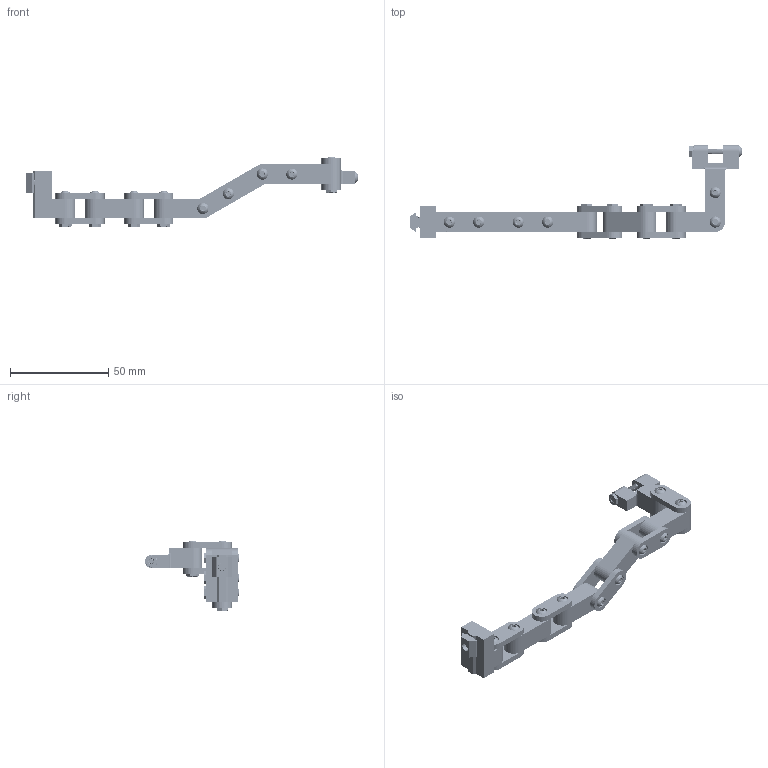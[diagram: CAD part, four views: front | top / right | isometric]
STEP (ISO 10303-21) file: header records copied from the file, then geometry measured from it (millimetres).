
FILE_DESCRIPTION(/* description */ (''),/* implementation_level */ '2;1');
FILE_NAME(/* name */ 'LogitechC270MountingArm.step',/* time_stamp */ '2019-04-20T17:22:22-07:00',/* author */ ('popsdylan'),/* organization */ (''),/* preprocessor_version */ 'ST-DEVELOPER v18',/* originating_system */ 'Autodesk Translation Framework v8.2.0.1029',/* authorisation */ '');
FILE_SCHEMA (('AUTOMOTIVE_DESIGN { 1 0 10303 214 3 1 1 }'));
Length unit declared in the file: millimetre
Products named in the file (12): Logitech C270 Mounting Arm; Printed Part: 2020 Mount; PACK-HNTT5-5 v1; 92095A207; Printed Part: Hinge Block - Twist; Printed Part: Camera Mount; 92095A186; Printed Part: Hinge Block; Printed Part:Link1; 94500A265; Printed Part:Link2; 91828A211
Assembly tree (40 placements, depth 2):
  Logitech C270 Mounting Arm
    Printed Part: 2020 Mount
    PACK-HNTT5-5 v1
    92095A207
    Printed Part:Link1  x5
    Printed Part:Link2  x5
    Printed Part: Hinge Block  x2
    91828A211  x11
    94500A265  x10
    Printed Part: Hinge Block - Twist  x2
    Printed Part: Camera Mount
    92095A186
Bounding box: 168.96 x 47.95 x 35.55 mm (x, y, z)
Volume: 25124.4 mm3; surface area: 22149.1 mm2
Topology: 40 solids, 40 shells, 1713 faces, 4469 edges, 2892 vertices
Faces by surface type: cylinder 995, plane 399, cone 261, bspline 46, sphere 12
Full cylindrical faces by diameter (mm): 2.35 x403, 3 x392, 3.5 x32, 3.961 x10, 4.134 x1, 5 x8, 5.2 x1, 5.7 x11, 6 x10, 9.5 x1, 10.5 x1
Entity records: 26705 total; most frequent: CARTESIAN_POINT 16992, ORIENTED_EDGE 2154, DIRECTION 1688, EDGE_CURVE 1077, VERTEX_POINT 705, AXIS2_PLACEMENT_3D 616, LINE 456, VECTOR 456
